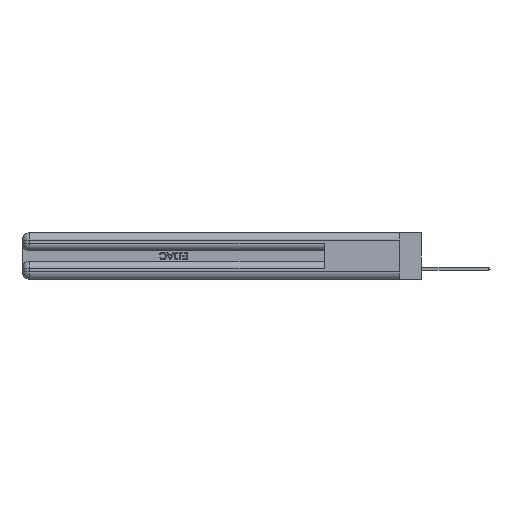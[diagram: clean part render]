
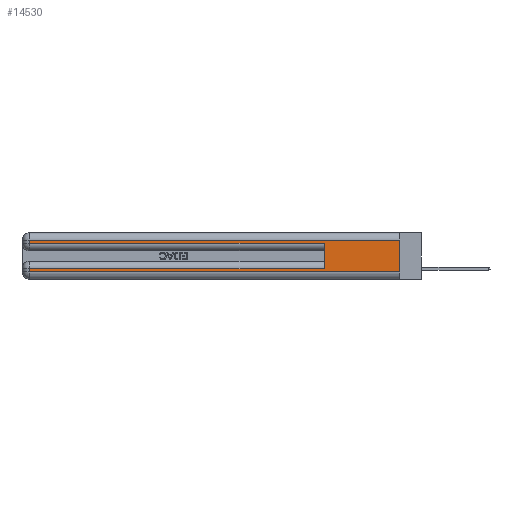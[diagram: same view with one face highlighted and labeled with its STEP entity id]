
A CAD part, left-side view. The second image highlights one B-rep face of the part: STEP entity #14530.
In plain terms, the highlighted planar face has unit normal (-1, 0, 0).
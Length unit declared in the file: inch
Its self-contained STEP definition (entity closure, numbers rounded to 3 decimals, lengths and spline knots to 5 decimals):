
#1014 = LINE ( 'NONE', #38419, #24800 ) ;
#2594 = EDGE_CURVE ( 'NONE', #34124, #16712, #49374, .T. ) ;
#2873 = CARTESIAN_POINT ( 'NONE',  ( 0., 2.94, 0.285 ) ) ;
#3503 = VECTOR ( 'NONE', #40906, 39.37008 ) ;
#4034 = EDGE_CURVE ( 'NONE', #26456, #6563, #50490, .T. ) ;
#4626 = DIRECTION ( 'NONE',  ( 0., 1., 0. ) ) ;
#4750 = CARTESIAN_POINT ( 'NONE',  ( 0., 2.94, 0.37 ) ) ;
#4814 = ORIENTED_EDGE ( 'NONE', *, *, #18851, .T. ) ;
#6563 = VERTEX_POINT ( 'NONE', #13519 ) ;
#6628 = VECTOR ( 'NONE', #38951, 39.37008 ) ;
#7092 = CARTESIAN_POINT ( 'NONE',  ( 0., 2.94, 0.085 ) ) ;
#7489 = LINE ( 'NONE', #12835, #13714 ) ;
#7862 = LINE ( 'NONE', #30557, #6628 ) ;
#10983 = DIRECTION ( 'NONE',  ( 0., 1., 0. ) ) ;
#11383 = EDGE_CURVE ( 'NONE', #34124, #12308, #1014, .T. ) ;
#12308 = VERTEX_POINT ( 'NONE', #34880 ) ;
#12762 = CARTESIAN_POINT ( 'NONE',  ( 0., 0., 0.285 ) ) ;
#12835 = CARTESIAN_POINT ( 'NONE',  ( 0., 0., 0.06 ) ) ;
#13519 = CARTESIAN_POINT ( 'NONE',  ( 0., 2.94, 0.31 ) ) ;
#13714 = VECTOR ( 'NONE', #20374, 39.37008 ) ;
#14530 = ADVANCED_FACE ( 'NONE', ( #30727 ), #24682, .F. ) ;
#15037 = LINE ( 'NONE', #12762, #31957 ) ;
#15267 = ORIENTED_EDGE ( 'NONE', *, *, #11383, .F. ) ;
#16712 = VERTEX_POINT ( 'NONE', #7092 ) ;
#17451 = VECTOR ( 'NONE', #4626, 39.37008 ) ;
#18166 = ORIENTED_EDGE ( 'NONE', *, *, #31971, .T. ) ;
#18504 = CARTESIAN_POINT ( 'NONE',  ( 0., 0., 0.37 ) ) ;
#18851 = EDGE_CURVE ( 'NONE', #16712, #45792, #44906, .T. ) ;
#19248 = VERTEX_POINT ( 'NONE', #38946 ) ;
#19572 = CARTESIAN_POINT ( 'NONE',  ( 0., 2.94, 0.06 ) ) ;
#20374 = DIRECTION ( 'NONE',  ( 0., -1., 0. ) ) ;
#22892 = CARTESIAN_POINT ( 'NONE',  ( 0., 0., 0.31 ) ) ;
#24584 = EDGE_CURVE ( 'NONE', #38174, #12308, #15037, .T. ) ;
#24682 = PLANE ( 'NONE',  #40819 ) ;
#24800 = VECTOR ( 'NONE', #45741, 39.37008 ) ;
#25824 = DIRECTION ( 'NONE',  ( 0., 0., -1. ) ) ;
#26351 = ORIENTED_EDGE ( 'NONE', *, *, #2594, .T. ) ;
#26456 = VERTEX_POINT ( 'NONE', #39423 ) ;
#26589 = LINE ( 'NONE', #4750, #3503 ) ;
#30557 = CARTESIAN_POINT ( 'NONE',  ( 0., 0., 0.37 ) ) ;
#30727 = FACE_OUTER_BOUND ( 'NONE', #34446, .T. ) ;
#30873 = ORIENTED_EDGE ( 'NONE', *, *, #4034, .T. ) ;
#31957 = VECTOR ( 'NONE', #40073, 39.37008 ) ;
#31971 = EDGE_CURVE ( 'NONE', #6563, #38174, #26589, .T. ) ;
#34124 = VERTEX_POINT ( 'NONE', #42397 ) ;
#34446 = EDGE_LOOP ( 'NONE', ( #37932, #30873, #18166, #44988, #15267, #26351, #4814, #38639 ) ) ;
#34880 = CARTESIAN_POINT ( 'NONE',  ( 0., 0.6, 0.285 ) ) ;
#36961 = CARTESIAN_POINT ( 'NONE',  ( 0., 0., 0.085 ) ) ;
#37932 = ORIENTED_EDGE ( 'NONE', *, *, #50516, .F. ) ;
#38174 = VERTEX_POINT ( 'NONE', #2873 ) ;
#38419 = CARTESIAN_POINT ( 'NONE',  ( 0., 0.6, 0.145 ) ) ;
#38639 = ORIENTED_EDGE ( 'NONE', *, *, #46431, .T. ) ;
#38946 = CARTESIAN_POINT ( 'NONE',  ( 0., 0., 0.06 ) ) ;
#38951 = DIRECTION ( 'NONE',  ( 0., 0., -1. ) ) ;
#39423 = CARTESIAN_POINT ( 'NONE',  ( 0., 0., 0.31 ) ) ;
#39933 = VECTOR ( 'NONE', #48368, 39.37008 ) ;
#40073 = DIRECTION ( 'NONE',  ( 0., -1., 0. ) ) ;
#40819 = AXIS2_PLACEMENT_3D ( 'NONE', #18504, #48735, #25824 ) ;
#40906 = DIRECTION ( 'NONE',  ( 0., 0., -1. ) ) ;
#41035 = CARTESIAN_POINT ( 'NONE',  ( 0., 2.94, 0.37 ) ) ;
#42397 = CARTESIAN_POINT ( 'NONE',  ( 0., 0.6, 0.085 ) ) ;
#43567 = VECTOR ( 'NONE', #10983, 39.37008 ) ;
#44906 = LINE ( 'NONE', #41035, #39933 ) ;
#44988 = ORIENTED_EDGE ( 'NONE', *, *, #24584, .T. ) ;
#45741 = DIRECTION ( 'NONE',  ( 0., 0., 1. ) ) ;
#45792 = VERTEX_POINT ( 'NONE', #19572 ) ;
#46431 = EDGE_CURVE ( 'NONE', #45792, #19248, #7489, .T. ) ;
#48368 = DIRECTION ( 'NONE',  ( 0., 0., -1. ) ) ;
#48735 = DIRECTION ( 'NONE',  ( 1., 0., 0. ) ) ;
#49374 = LINE ( 'NONE', #36961, #17451 ) ;
#50490 = LINE ( 'NONE', #22892, #43567 ) ;
#50516 = EDGE_CURVE ( 'NONE', #26456, #19248, #7862, .T. ) ;
